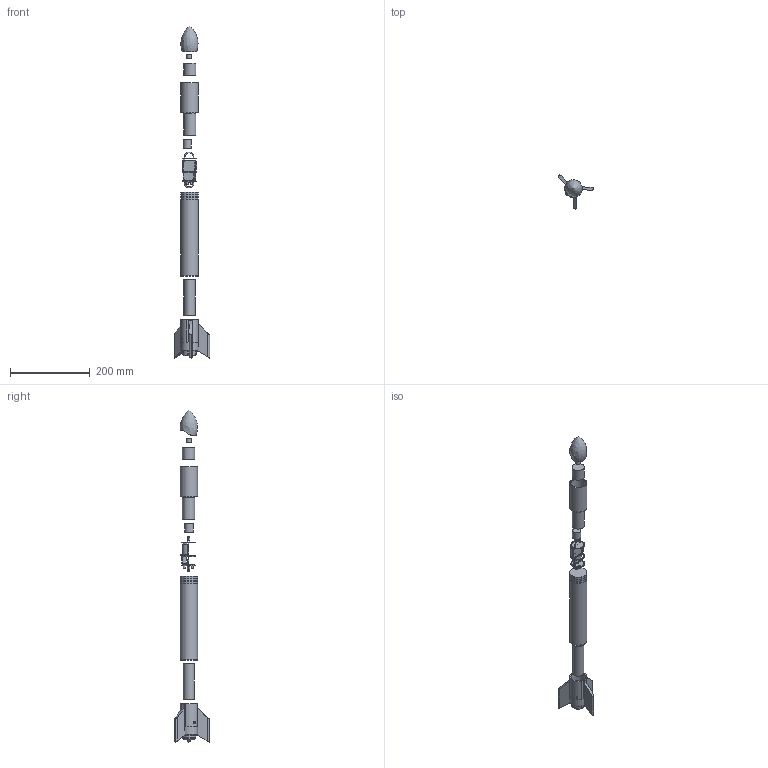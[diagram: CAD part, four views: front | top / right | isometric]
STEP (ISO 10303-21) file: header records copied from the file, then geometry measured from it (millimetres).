
FILE_DESCRIPTION(/* description */ (''),/* implementation_level */ '2;1');
FILE_NAME(/* name */ 'DurusExplodedModel.step',/* time_stamp */ '2026-01-03T13:33:12-05:00',/* author */ (''),/* organization */ (''),/* preprocessor_version */ 'ST-DEVELOPER v20.1',/* originating_system */ 'Autodesk Translation Framework v14.21.0.0',/* authorisation */ '');
FILE_SCHEMA (('AUTOMOTIVE_DESIGN { 1 0 10303 214 3 1 1 }'));
Length unit declared in the file: millimetre
Products named in the file (12): Durus Exploded; Configuration 1 v6; DURUS ROCKET MK 1 v3; DURUS AV BAY v5; DIN 439-2 - M1.6 x 0.35 Steel 6 Plain; DURUS AV BAY v5 (1); DIN 439-2 - M1.6 x 0.35 Steel 6 Plain_1; Rocket Retrieval; P2 Retrieval; Payload P2 ; Payload P1; Engine
Assembly tree (11 placements, depth 5):
  Durus Exploded
    Configuration 1 v6
      DURUS ROCKET MK 1 v3
        DURUS AV BAY v5
          DIN 439-2 - M1.6 x 0.35 Steel 6 Plain
      DURUS AV BAY v5 (1)
        DIN 439-2 - M1.6 x 0.35 Steel 6 Plain_1
      Rocket Retrieval
      P2 Retrieval
      Payload P2 
      Payload P1
      Engine
Bounding box: 88.67 x 85.49 x 832.65 mm (x, y, z)
Volume: 385162.7 mm3; surface area: 192492.7 mm2
Topology: 34 solids, 37 shells, 339 faces, 685 edges, 450 vertices
Faces by surface type: plane 202, cylinder 120, torus 9, cone 6, bspline 2
Full cylindrical faces by diameter (mm): 0.502 x1, 0.64 x4, 0.647 x1, 1.017 x1, 1.28 x3, 1.353 x1, 1.449 x1, 1.57 x1, 1.874 x1, 1.92 x4, 2 x1, 2.053 x1, 2.294 x1, 2.656 x1, 2.85 x1, 2.975 x2, 3.154 x1, 3.333 x1, 3.84 x2, 3.936 x1, 4.448 x1, 4.492 x1, 5.12 x2, 11.345 x1, 15.887 x1, 21.142 x1, 27.821 x1, 30.72 x2, 30.736 x2, 32 x3
Entity records: 9604 total; most frequent: CARTESIAN_POINT 1788, DIRECTION 1644, ORIENTED_EDGE 1366, EDGE_CURVE 683, AXIS2_PLACEMENT_3D 632, VERTEX_POINT 450, EDGE_LOOP 413, LINE 380
